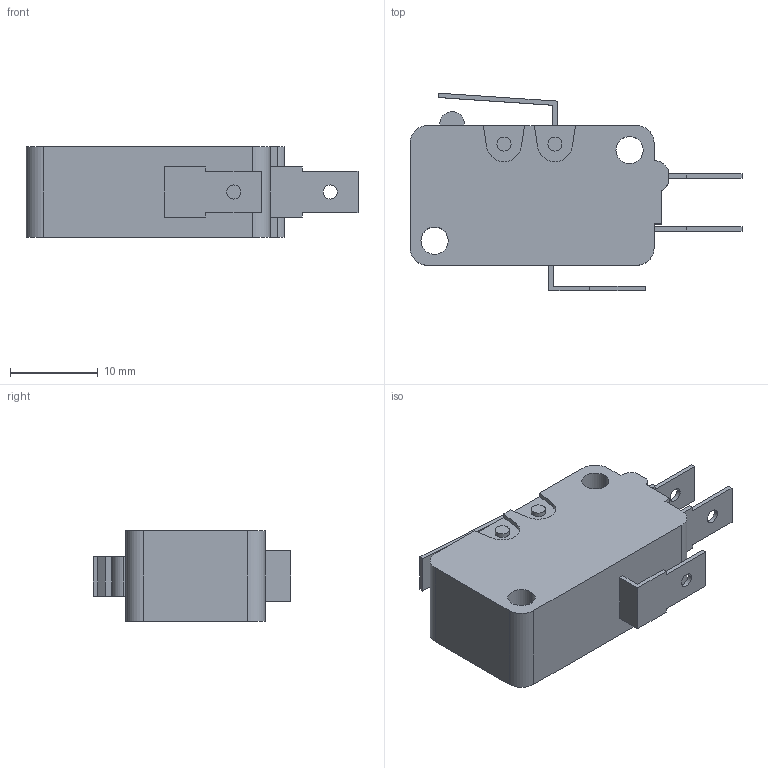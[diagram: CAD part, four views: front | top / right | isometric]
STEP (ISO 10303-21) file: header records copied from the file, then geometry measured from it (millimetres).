
FILE_DESCRIPTION(('STEP AP214'),'1');
FILE_NAME('20428.stp','2018-09-10T17:40:13',('TraceParts'),('TraceParts S.A.'),'Spatial InterOp 3D',' ',' ');
FILE_SCHEMA(('automotive_design'));
Length unit declared in the file: millimetre
Products named in the file (2): 20428_1; 20428_2
Bounding box: 37.8 x 22.5 x 10.3 mm (x, y, z)
Volume: 4545.9 mm3; surface area: 2504.8 mm2
Topology: 2 solids, 2 shells, 96 faces, 252 edges, 168 vertices
Faces by surface type: plane 67, cylinder 29
Entity records: 5873 total; most frequent: CARTESIAN_POINT 518, STYLED_ITEM 516, PRESENTATION_STYLE_ASSIGNMENT 516, COLOUR_RGB 516, DIRECTION 506, ORIENTED_EDGE 504, EDGE_CURVE 252, CURVE_STYLE 252
